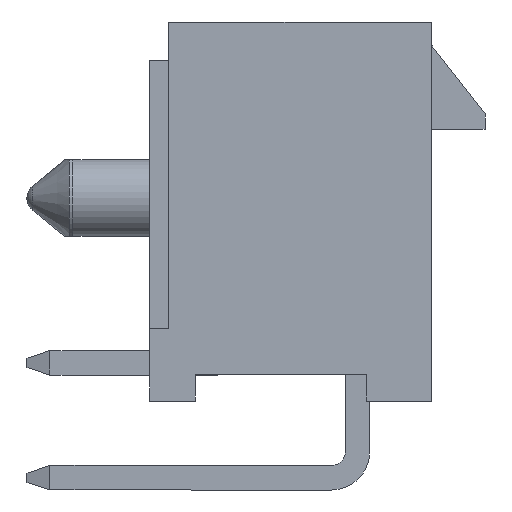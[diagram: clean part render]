
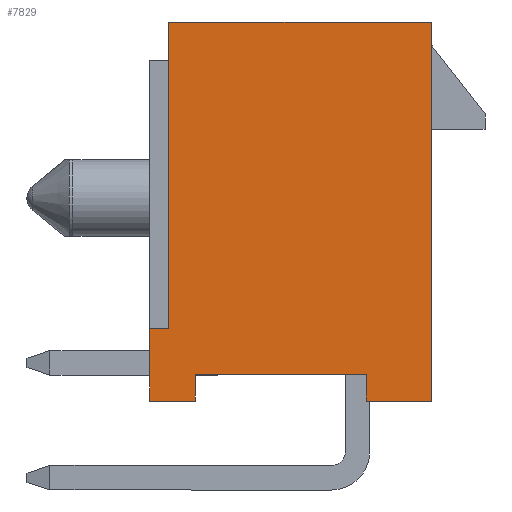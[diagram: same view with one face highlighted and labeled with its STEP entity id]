
A CAD part, left-side view. The second image highlights one B-rep face of the part: STEP entity #7829.
In plain terms, the highlighted planar face has unit normal (-1, 0, 0).
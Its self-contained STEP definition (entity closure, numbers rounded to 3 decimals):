
#894=ORIENTED_EDGE('',*,*,#3099,.F.);
#895=ORIENTED_EDGE('',*,*,#3100,.T.);
#896=ORIENTED_EDGE('',*,*,#2901,.T.);
#897=ORIENTED_EDGE('',*,*,#2802,.T.);
#898=ORIENTED_EDGE('',*,*,#2795,.T.);
#899=ORIENTED_EDGE('',*,*,#3089,.T.);
#900=ORIENTED_EDGE('',*,*,#3013,.T.);
#901=ORIENTED_EDGE('',*,*,#3101,.F.);
#902=ORIENTED_EDGE('',*,*,#3102,.T.);
#903=ORIENTED_EDGE('',*,*,#2990,.T.);
#2795=EDGE_CURVE('',#3906,#3905,#4680,.T.);
#2802=EDGE_CURVE('',#3912,#3906,#4687,.T.);
#2901=EDGE_CURVE('',#3998,#3912,#4777,.T.);
#2990=EDGE_CURVE('',#4075,#4074,#4857,.T.);
#3013=EDGE_CURVE('',#4090,#4089,#4880,.T.);
#3089=EDGE_CURVE('',#3905,#4090,#4956,.T.);
#3099=EDGE_CURVE('',#4161,#4074,#4966,.T.);
#3100=EDGE_CURVE('',#4161,#3998,#4967,.T.);
#3101=EDGE_CURVE('',#4162,#4089,#4968,.T.);
#3102=EDGE_CURVE('',#4162,#4075,#4969,.T.);
#3905=VERTEX_POINT('',#11287);
#3906=VERTEX_POINT('',#11289);
#3912=VERTEX_POINT('',#11303);
#3998=VERTEX_POINT('',#11502);
#4074=VERTEX_POINT('',#11684);
#4075=VERTEX_POINT('',#11686);
#4089=VERTEX_POINT('',#11723);
#4090=VERTEX_POINT('',#11725);
#4161=VERTEX_POINT('',#11885);
#4162=VERTEX_POINT('',#11888);
#4680=LINE('',#11288,#5745);
#4687=LINE('',#11302,#5752);
#4777=LINE('',#11505,#5842);
#4857=LINE('',#11685,#5922);
#4880=LINE('',#11724,#5945);
#4956=LINE('',#11871,#6021);
#4966=LINE('',#11884,#6031);
#4967=LINE('',#11886,#6032);
#4968=LINE('',#11887,#6033);
#4969=LINE('',#11889,#6034);
#5745=VECTOR('',#9087,1000.);
#5752=VECTOR('',#9096,1000.);
#5842=VECTOR('',#9220,1000.);
#5922=VECTOR('',#9334,1000.);
#5945=VECTOR('',#9359,1000.);
#6021=VECTOR('',#9437,1000.);
#6031=VECTOR('',#9451,1000.);
#6032=VECTOR('',#9452,1000.);
#6033=VECTOR('',#9453,1000.);
#6034=VECTOR('',#9454,1000.);
#6652=EDGE_LOOP('',(#894,#895,#896,#897,#898,#899,#900,#901,#902,#903));
#7075=FACE_BOUND('',#6652,.T.);
#7475=PLANE('',#8297);
#7829=ADVANCED_FACE('',(#7075),#7475,.T.);
#8297=AXIS2_PLACEMENT_3D('',#11883,#9449,#9450);
#9087=DIRECTION('',(0.,0.,1.));
#9096=DIRECTION('',(0.,-1.,0.));
#9220=DIRECTION('',(0.,0.,-1.));
#9334=DIRECTION('',(0.,-1.,0.));
#9359=DIRECTION('',(0.,0.,-1.));
#9437=DIRECTION('',(0.,1.,0.));
#9449=DIRECTION('',(-1.,0.,0.));
#9450=DIRECTION('',(0.,0.,1.));
#9451=DIRECTION('',(0.,0.,-1.));
#9452=DIRECTION('',(0.,-1.,0.));
#9453=DIRECTION('',(0.,-1.,0.));
#9454=DIRECTION('',(0.,0.,-1.));
#11287=CARTESIAN_POINT('',(-12.35,-3.43,4.95));
#11288=CARTESIAN_POINT('',(-12.35,-3.43,-4.95));
#11289=CARTESIAN_POINT('',(-12.35,-3.43,-4.95));
#11302=CARTESIAN_POINT('',(-12.35,3.43,-4.95));
#11303=CARTESIAN_POINT('',(-12.35,-1.73,-4.95));
#11502=CARTESIAN_POINT('',(-12.35,-1.73,-4.25));
#11505=CARTESIAN_POINT('',(-12.35,-1.73,-3.95));
#11684=CARTESIAN_POINT('',(-12.35,2.73,-4.95));
#11685=CARTESIAN_POINT('',(-12.35,3.43,-4.95));
#11686=CARTESIAN_POINT('',(-12.35,3.93,-4.95));
#11723=CARTESIAN_POINT('',(-12.35,3.43,-3.05));
#11724=CARTESIAN_POINT('',(-12.35,3.43,4.95));
#11725=CARTESIAN_POINT('',(-12.35,3.43,4.95));
#11871=CARTESIAN_POINT('',(-12.35,-3.43,4.95));
#11883=CARTESIAN_POINT('',(-12.35,0.,0.));
#11884=CARTESIAN_POINT('',(-12.35,2.73,-3.95));
#11885=CARTESIAN_POINT('',(-12.35,2.73,-4.25));
#11886=CARTESIAN_POINT('',(-12.35,2.73,-4.25));
#11887=CARTESIAN_POINT('',(-12.35,3.93,-3.05));
#11888=CARTESIAN_POINT('',(-12.35,3.93,-3.05));
#11889=CARTESIAN_POINT('',(-12.35,3.93,-3.05));
